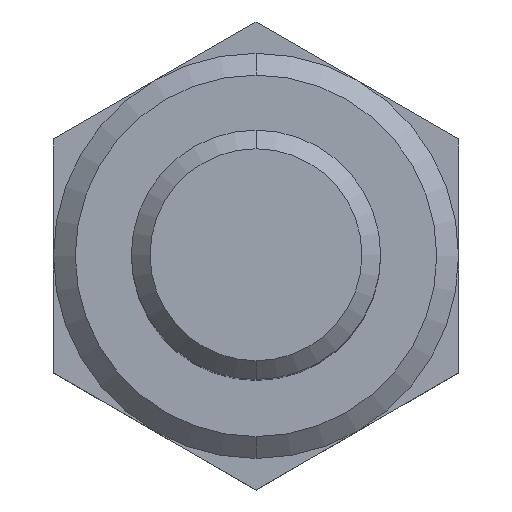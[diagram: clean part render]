
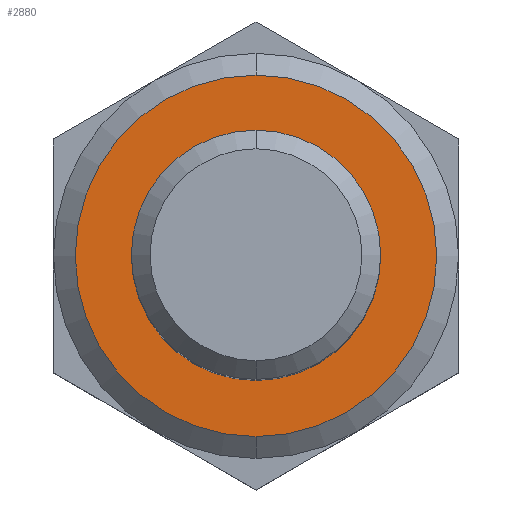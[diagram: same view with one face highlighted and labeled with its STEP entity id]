
A CAD part, top view. The second image highlights one B-rep face of the part: STEP entity #2880.
In plain terms, the highlighted planar face has unit normal (0, 0, 1).
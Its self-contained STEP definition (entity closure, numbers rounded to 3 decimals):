
#2300=CARTESIAN_POINT('',(0.,-4.,0.));
#2310=VERTEX_POINT('',#2300);
#2490=CARTESIAN_POINT('',(0.,4.,0.));
#2500=VERTEX_POINT('',#2490);
#2530=CARTESIAN_POINT('',(0.,0.,0.));
#2540=DIRECTION('',(0.,0.,1.));
#2550=DIRECTION('',(0.,1.,0.));
#2560=AXIS2_PLACEMENT_3D('',#2530,#2540,#2550);
#2570=CIRCLE('',#2560,4.);
#2580=EDGE_CURVE('',#2310,#2500,#2570,.T.);
#2630=CARTESIAN_POINT('',(0.,4.9,0.));
#2640=DIRECTION('',(-0.,0.,1.));
#2650=DIRECTION('',(0.,-1.,0.));
#2660=AXIS2_PLACEMENT_3D('',#2630,#2640,#2650);
#2670=PLANE('',#2660);
#2680=CARTESIAN_POINT('',(0.,0.,0.));
#2690=DIRECTION('',(0.,0.,1.));
#2700=DIRECTION('',(0.,1.,0.));
#2710=AXIS2_PLACEMENT_3D('',#2680,#2690,#2700);
#2720=CIRCLE('',#2710,5.8);
#2730=CARTESIAN_POINT('',(0.,5.8,0.));
#2740=VERTEX_POINT('',#2730);
#2750=CARTESIAN_POINT('',(0.,-5.8,0.));
#2760=VERTEX_POINT('',#2750);
#2770=EDGE_CURVE('',#2740,#2760,#2720,.T.);
#2780=ORIENTED_EDGE('',*,*,#2770,.T.);
#2790=EDGE_CURVE('',#2760,#2740,#2720,.T.);
#2800=ORIENTED_EDGE('',*,*,#2790,.T.);
#2810=EDGE_LOOP('',(#2800,#2780));
#2820=FACE_OUTER_BOUND('',#2810,.T.);
#2830=EDGE_CURVE('',#2500,#2310,#2570,.T.);
#2840=ORIENTED_EDGE('',*,*,#2830,.F.);
#2850=ORIENTED_EDGE('',*,*,#2580,.F.);
#2860=EDGE_LOOP('',(#2850,#2840));
#2870=FACE_BOUND('',#2860,.T.);
#2880=ADVANCED_FACE('',(#2820,#2870),#2670,.T.);
